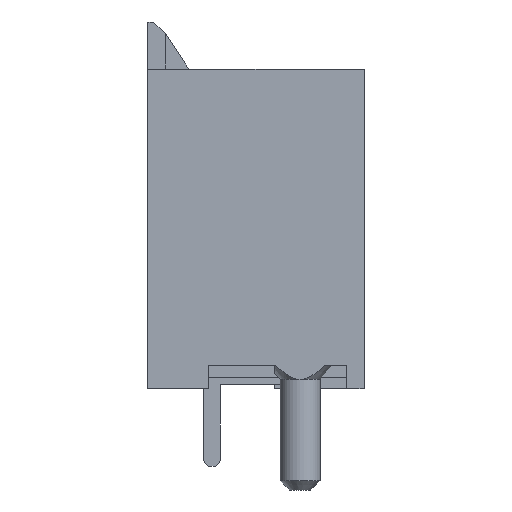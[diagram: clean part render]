
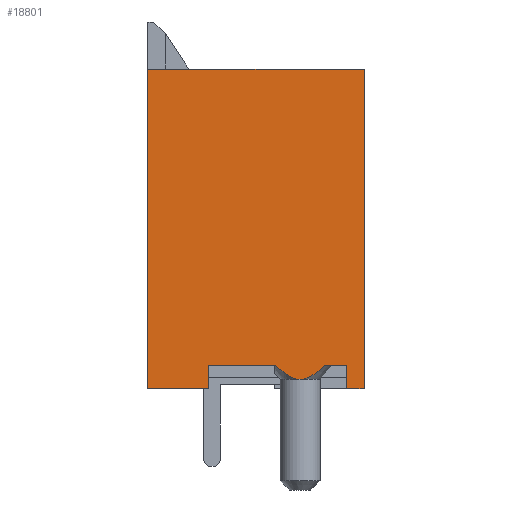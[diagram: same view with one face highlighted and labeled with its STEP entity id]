
A CAD part, left-side view. The second image highlights one B-rep face of the part: STEP entity #18801.
In plain terms, the highlighted planar face has unit normal (-1, 0, 0).
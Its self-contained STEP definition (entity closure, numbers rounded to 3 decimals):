
#26=B_SPLINE_CURVE_WITH_KNOTS('',3,(#26257,#26258,#26259,#26260,#26261,
#26262,#26263,#26264,#26265),.UNSPECIFIED.,.F.,.F.,(4,1,1,1,1,1,4),(0.,
0.25,0.375,0.5,0.625,0.75,1.),.UNSPECIFIED.);
#27=B_SPLINE_CURVE_WITH_KNOTS('',3,(#26267,#26268,#26269,#26270,#26271,
#26272,#26273,#26274,#26275),.UNSPECIFIED.,.F.,.F.,(4,1,1,1,1,1,4),(0.,
0.25,0.375,0.5,0.625,0.75,1.),.UNSPECIFIED.);
#2551=ORIENTED_EDGE('',*,*,#5879,.T.);
#2552=ORIENTED_EDGE('',*,*,#5880,.T.);
#2553=ORIENTED_EDGE('',*,*,#5881,.T.);
#2554=ORIENTED_EDGE('',*,*,#5882,.T.);
#2555=ORIENTED_EDGE('',*,*,#5883,.T.);
#2556=ORIENTED_EDGE('',*,*,#5884,.F.);
#2557=ORIENTED_EDGE('',*,*,#5663,.T.);
#2558=ORIENTED_EDGE('',*,*,#5562,.T.);
#2559=ORIENTED_EDGE('',*,*,#5541,.F.);
#2560=ORIENTED_EDGE('',*,*,#5877,.F.);
#2561=ORIENTED_EDGE('',*,*,#5885,.T.);
#5541=EDGE_CURVE('',#7482,#7483,#9060,.T.);
#5562=EDGE_CURVE('',#7497,#7483,#9077,.T.);
#5663=EDGE_CURVE('',#7563,#7497,#9178,.T.);
#5877=EDGE_CURVE('',#7673,#7482,#9392,.T.);
#5879=EDGE_CURVE('',#7674,#7675,#9394,.T.);
#5880=EDGE_CURVE('',#7675,#7676,#26,.T.);
#5881=EDGE_CURVE('',#7676,#7677,#27,.T.);
#5882=EDGE_CURVE('',#7677,#7678,#9395,.T.);
#5883=EDGE_CURVE('',#7678,#7679,#9396,.T.);
#5884=EDGE_CURVE('',#7563,#7679,#9397,.T.);
#5885=EDGE_CURVE('',#7673,#7674,#9398,.T.);
#7482=VERTEX_POINT('',#25589);
#7483=VERTEX_POINT('',#25591);
#7497=VERTEX_POINT('',#25631);
#7563=VERTEX_POINT('',#25807);
#7673=VERTEX_POINT('',#26250);
#7674=VERTEX_POINT('',#26255);
#7675=VERTEX_POINT('',#26256);
#7676=VERTEX_POINT('',#26266);
#7677=VERTEX_POINT('',#26276);
#7678=VERTEX_POINT('',#26278);
#7679=VERTEX_POINT('',#26280);
#9060=LINE('',#25590,#10848);
#9077=LINE('',#25630,#10865);
#9178=LINE('',#25806,#10966);
#9392=LINE('',#26251,#11180);
#9394=LINE('',#26254,#11182);
#9395=LINE('',#26277,#11183);
#9396=LINE('',#26279,#11184);
#9397=LINE('',#26281,#11185);
#9398=LINE('',#26282,#11186);
#10848=VECTOR('',#21313,1000.);
#10865=VECTOR('',#21348,1000.);
#10966=VECTOR('',#21467,1000.);
#11180=VECTOR('',#21921,1000.);
#11182=VECTOR('',#21925,1000.);
#11183=VECTOR('',#21926,1000.);
#11184=VECTOR('',#21927,1000.);
#11185=VECTOR('',#21928,1000.);
#11186=VECTOR('',#21929,1000.);
#12132=EDGE_LOOP('',(#2551,#2552,#2553,#2554,#2555,#2556,#2557,#2558,#2559,
#2560,#2561));
#12829=FACE_BOUND('',#12132,.T.);
#13508=PLANE('',#19497);
#18801=ADVANCED_FACE('',(#12829),#13508,.F.);
#19497=AXIS2_PLACEMENT_3D('',#26253,#21923,#21924);
#21313=DIRECTION('',(0.,-1.,0.));
#21348=DIRECTION('',(0.,0.,1.));
#21467=DIRECTION('',(0.,-1.,0.));
#21921=DIRECTION('',(0.,0.,1.));
#21923=DIRECTION('',(1.,0.,0.));
#21924=DIRECTION('',(0.,0.,-1.));
#21925=DIRECTION('',(0.,0.,-1.));
#21926=DIRECTION('',(0.,0.,-1.));
#21927=DIRECTION('',(0.,1.,0.));
#21928=DIRECTION('',(0.,0.,1.));
#21929=DIRECTION('',(0.,-1.,0.));
#25589=CARTESIAN_POINT('',(-18.35,13.6,4.6));
#25590=CARTESIAN_POINT('',(-18.35,13.6,4.6));
#25591=CARTESIAN_POINT('',(-18.35,0.,4.6));
#25630=CARTESIAN_POINT('',(-18.35,0.,-4.6));
#25631=CARTESIAN_POINT('',(-18.35,0.,-4.6));
#25806=CARTESIAN_POINT('',(-18.35,13.6,-4.6));
#25807=CARTESIAN_POINT('',(-18.35,13.6,-4.6));
#26250=CARTESIAN_POINT('',(-18.35,13.6,2.));
#26251=CARTESIAN_POINT('',(-18.35,13.6,-4.6));
#26253=CARTESIAN_POINT('',(-18.35,13.6,-4.6));
#26254=CARTESIAN_POINT('',(-18.35,12.6,-0.8));
#26255=CARTESIAN_POINT('',(-18.35,12.6,2.));
#26256=CARTESIAN_POINT('',(-18.35,12.6,-0.826));
#26257=CARTESIAN_POINT('',(-18.35,12.6,-0.826));
#26258=CARTESIAN_POINT('',(-18.35,12.684,-0.916));
#26259=CARTESIAN_POINT('',(-18.35,12.793,-1.04));
#26260=CARTESIAN_POINT('',(-18.35,12.916,-1.197));
#26261=CARTESIAN_POINT('',(-18.35,12.976,-1.277));
#26262=CARTESIAN_POINT('',(-18.35,13.087,-1.457));
#26263=CARTESIAN_POINT('',(-18.35,13.171,-1.648));
#26264=CARTESIAN_POINT('',(-18.35,13.2,-1.788));
#26265=CARTESIAN_POINT('',(-18.35,13.2,-1.875));
#26266=CARTESIAN_POINT('',(-18.35,13.2,-1.875));
#26267=CARTESIAN_POINT('',(-18.35,13.2,-1.875));
#26268=CARTESIAN_POINT('',(-18.35,13.2,-1.96));
#26269=CARTESIAN_POINT('',(-18.35,13.172,-2.098));
#26270=CARTESIAN_POINT('',(-18.35,13.089,-2.288));
#26271=CARTESIAN_POINT('',(-18.35,12.982,-2.464));
#26272=CARTESIAN_POINT('',(-18.35,12.922,-2.546));
#26273=CARTESIAN_POINT('',(-18.35,12.798,-2.705));
#26274=CARTESIAN_POINT('',(-18.35,12.686,-2.831));
#26275=CARTESIAN_POINT('',(-18.35,12.6,-2.924));
#26276=CARTESIAN_POINT('',(-18.35,12.6,-2.924));
#26277=CARTESIAN_POINT('',(-18.35,12.6,-0.8));
#26278=CARTESIAN_POINT('',(-18.35,12.6,-3.85));
#26279=CARTESIAN_POINT('',(-18.35,12.6,-3.85));
#26280=CARTESIAN_POINT('',(-18.35,13.6,-3.85));
#26281=CARTESIAN_POINT('',(-18.35,13.6,-4.6));
#26282=CARTESIAN_POINT('',(-18.35,12.6,2.));
